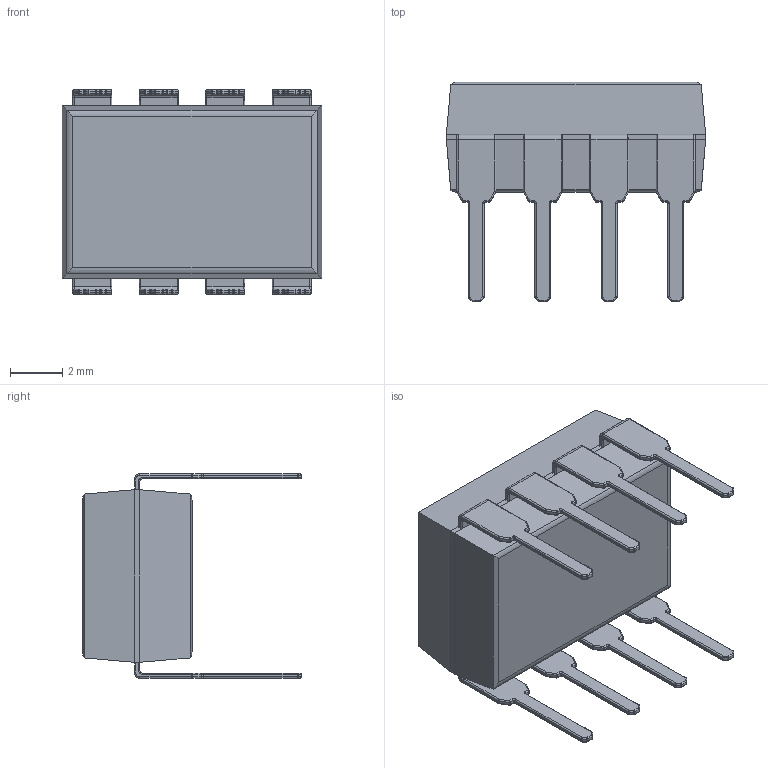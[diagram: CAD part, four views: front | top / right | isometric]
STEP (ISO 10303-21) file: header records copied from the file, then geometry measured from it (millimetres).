
FILE_DESCRIPTION (( 'STEP AP214' ), '1' );
FILE_NAME ('User Library-DIP8test.STEP', '2010-10-17T16:54:52', ( 'sysAdmin' ), ( 'SolidWorks' ), 'SwSTEP 2.0', 'SolidWorks 2010', '' );
FILE_SCHEMA (( 'AUTOMOTIVE_DESIGN' ));
Length unit declared in the file: centimetre
Products named in the file (3): User Library-DIP8test_Pins Narrow_1; User Library-DIP8test_K_X_F6rper DIP8_1; User Library-DIP8test
Assembly tree (9 placements, depth 2):
  User Library-DIP8test
    User Library-DIP8test_Pins Narrow_1  x8
    User Library-DIP8test_K_X_F6rper DIP8_1
Bounding box: 9.91 x 8.38 x 7.82 mm (x, y, z)
Volume: 273.5 mm3; surface area: 394.1 mm2
Topology: 9 solids, 9 shells, 665 faces, 1445 edges, 734 vertices
Faces by surface type: cylinder 330, bspline 192, plane 143
Entity records: 4288 total; most frequent: CARTESIAN_POINT 888, DIRECTION 455, ORIENTED_EDGE 438, EDGE_CURVE 219, AXIS2_PLACEMENT_3D 167, VECTOR 121, LINE 121, VERTEX_POINT 118
